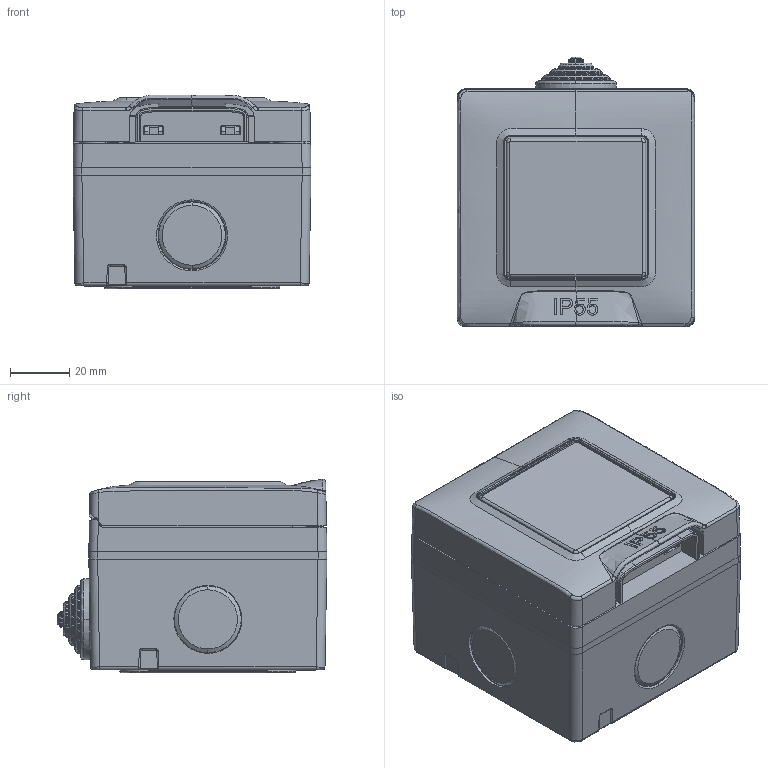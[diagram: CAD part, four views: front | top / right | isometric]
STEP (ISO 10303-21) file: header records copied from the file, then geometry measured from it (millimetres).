
FILE_DESCRIPTION (( 'STEP AP203' ), '1' );
FILE_NAME ('IP55-box.STEP', '2025-01-25T06:08:29', ( '' ), ( '' ), 'SwSTEP 2.0', 'SolidWorks 2016', '' );
FILE_SCHEMA (( 'CONFIG_CONTROL_DESIGN' ));
Products named in the file (7): LK42401017; LK42401010; LK34-HUXIAOTAO; IP55-box; 4BOX滅阨碟奻裔-20240615-333; LK42801002; LK42401015
Assembly tree (6 placements, depth 2):
  IP55-box
    LK42801002
    LK42401017
    LK42401010
    LK42401015
    LK34-HUXIAOTAO
    4BOX滅阨碟奻裔-20240615-333
Bounding box: 80.5 x 91.27 x 65.53 mm (x, y, z)
Volume: 96512.6 mm3; surface area: 131013.1 mm2
Topology: 7 solids, 9 shells, 3346 faces, 8981 edges, 5806 vertices
Faces by surface type: plane 1778, cylinder 732, bspline 646, cone 138, sphere 27, torus 25
Entity records: 140675 total; most frequent: CARTESIAN_POINT 62235, ORIENTED_EDGE 17940, DIRECTION 13310, EDGE_CURVE 8970, VERTEX_POINT 5806, VECTOR 5462, LINE 5462, AXIS2_PLACEMENT_3D 3924
